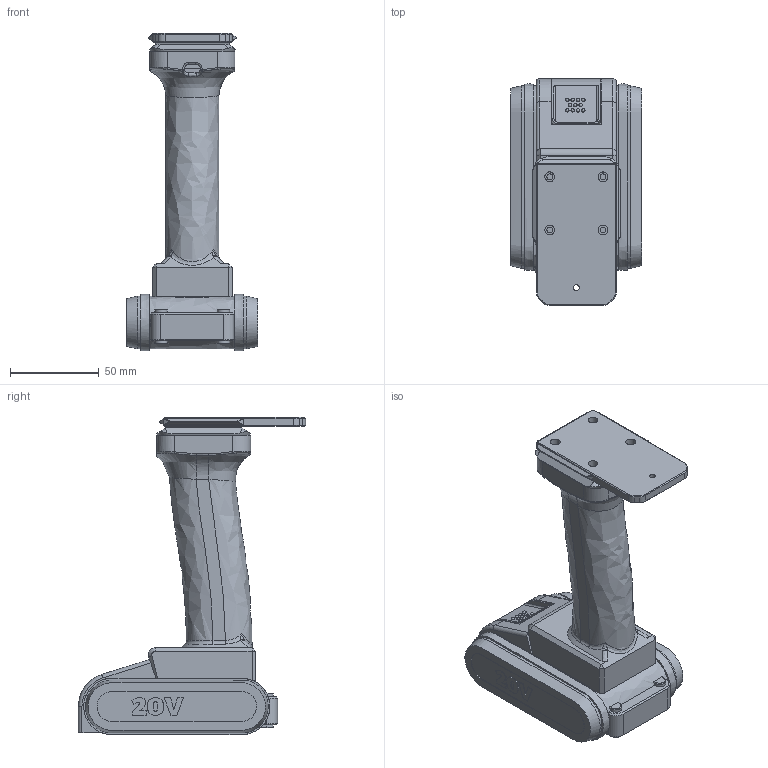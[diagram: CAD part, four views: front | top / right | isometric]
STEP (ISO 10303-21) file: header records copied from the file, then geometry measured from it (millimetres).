
FILE_DESCRIPTION(/* description */ ('STEP AP242','CAx-IF Rec.Pracs.---Representation and Presentation of Product Manufacturing Information (PMI)---4.0---2014-10-13','CAx-IF Rec.Pracs.---3D Tessellated Geometry---0.4---2014-09-14','2;1'),/* implementation_level */ '2;1');
FILE_NAME(/* name */ '687fe1f393883536afa29fae',/* time_stamp */ '2025-07-22T19:09:41Z',/* author */ (''),/* organization */ (''),/* preprocessor_version */ 'ST-DEVELOPER v20',/* originating_system */ 'ONSHAPE BY PTC INC, 1.201',/* authorisation */ ' ');
FILE_SCHEMA (('AP242_MANAGED_MODEL_BASED_3D_ENGINEERING_MIM_LF { 1 0 10303 442 1 1 4 }'));
Length unit declared in the file: metre
Products named in the file (11): Battery Handle Assembly; Works 20v Battery v2 v1; Locking base; Text - 20V; Handle
Assembly tree (10 placements, depth 2):
  Battery Handle Assembly
    Works 20v Battery v2 v1
    Works 20v Battery v2 v1
    Locking base
    Text - 20V
    Text - 20V
    Text - 20V
    Works 20v Battery v2 v1
    Works 20v Battery v2 v1
    Works 20v Battery v2 v1
    Handle
Bounding box: 74 x 128.14 x 179.04 mm (x, y, z)
Volume: 429920.6 mm3; surface area: 80339.9 mm2
Topology: 10 solids, 10 shells, 517 faces, 1279 edges, 788 vertices
Faces by surface type: plane 265, cylinder 102, bspline 97, cone 22, sphere 21, torus 10
Full cylindrical faces by diameter (mm): 3.3 x5, 4.1 x4, 5.5 x4
Entity records: 21144 total; most frequent: CARTESIAN_POINT 9410, ORIENTED_EDGE 2460, DIRECTION 2177, EDGE_CURVE 1230, VERTEX_POINT 784, AXIS2_PLACEMENT_3D 729, LINE 719, VECTOR 719
